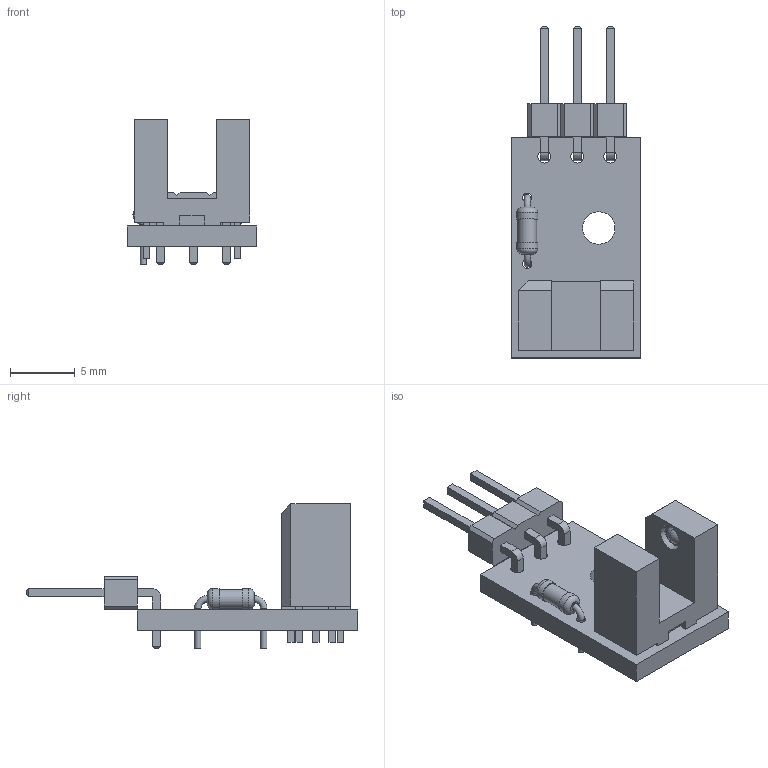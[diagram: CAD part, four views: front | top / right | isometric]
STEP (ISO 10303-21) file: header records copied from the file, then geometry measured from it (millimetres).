
FILE_DESCRIPTION(('KiCad electronic assembly'),'2;1');
FILE_NAME('util_photoswitch.step','2021-09-07T08:37:10',('An Author'),( 'A Company'),'Open CASCADE STEP processor 6.9', 'KiCad to STEP converter','Unknown');
FILE_SCHEMA(('AUTOMOTIVE_DESIGN { 1 0 10303 214 1 1 1 1 }'));
Length unit declared in the file: millimetre
Products named in the file (8): Open CASCADE STEP translator 6.9 1; OPB61x; SOLID; R_Axial_DIN0204_L3.6mm_D1.6mm_P5.08mm_Horizontal; PinHeader_1x03_P2.54mm_Horizontal; COMPOUND
Assembly tree (7 placements, depth 3):
  Open CASCADE STEP translator 6.9 1
    OPB61x
      SOLID
    R_Axial_DIN0204_L3.6mm_D1.6mm_P5.08mm_Horizontal
      SOLID
    PinHeader_1x03_P2.54mm_Horizontal
      SOLID
    COMPOUND
Bounding box: 10 x 25.54 x 11.13 mm (x, y, z)
Volume: 577.3 mm3; surface area: 1040.9 mm2
Topology: 4 solids, 4 shells, 186 faces, 447 edges, 289 vertices
Faces by surface type: plane 151, cylinder 23, sphere 4, cone 4, torus 4
Full cylindrical faces by diameter (mm): 0.5 x2, 0.7 x2, 0.8 x5, 1 x3, 1.44 x1, 1.6 x2, 2.5 x1
Entity records: 13216 total; most frequent: CARTESIAN_POINT 2964, DIRECTION 1745, LINE 1205, VECTOR 1205, ORIENTED_EDGE 894, PCURVE 894, DEFINITIONAL_REPRESENTATION 894, EDGE_CURVE 447
